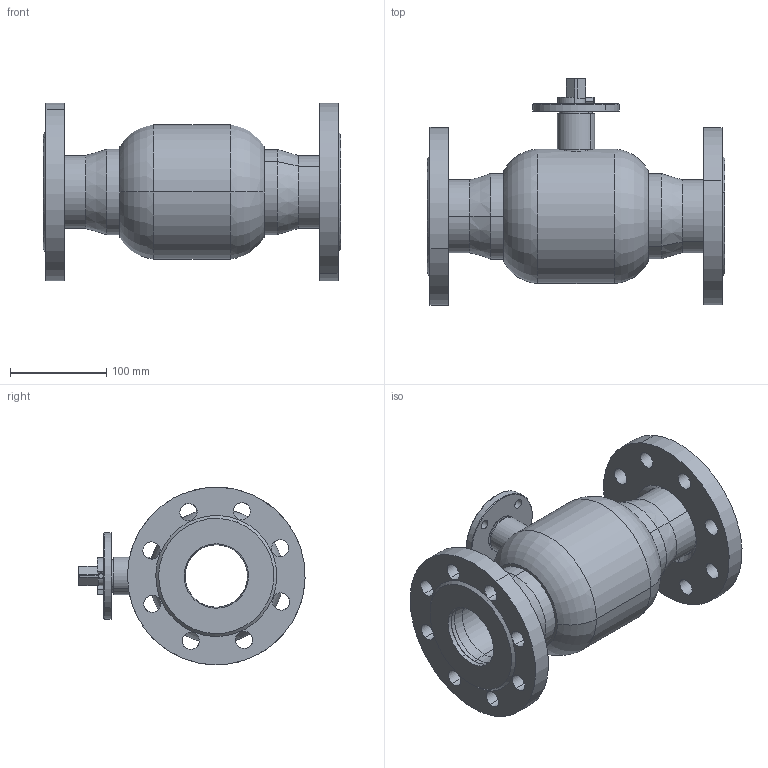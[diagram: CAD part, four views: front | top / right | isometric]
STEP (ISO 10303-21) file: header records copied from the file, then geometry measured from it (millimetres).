
FILE_DESCRIPTION (( 'STEP AP214' ), '1' );
FILE_NAME ('通径DN65法兰球阀-蜗轮盘PN25.STEP', '2026-01-28T03:16:05', ( '' ), ( '' ), 'SwSTEP 2.0', 'SolidWorks 2022', '' );
FILE_SCHEMA (( 'AUTOMOTIVE_DESIGN' ));
Length unit declared in the file: millimetre
Products named in the file (8): 65籵噤傻諉(1) - 帤蜊埻; 通径DN65法兰球阀-蜗轮盘PN25; 80-100攫; Q61F-80-3概裝; 65F楊擘 2.5-; Q61F-80-5粣杶; Q61F-80-16詩种; Q61F-80-1概极樓馱
Assembly tree (9 placements, depth 2):
  通径DN65法兰球阀-蜗轮盘PN25
    Q61F-80-1概极樓馱
    Q61F-80-5粣杶
    80-100攫
    65籵噤傻諉(1) - 帤蜊埻  x2
    65F楊擘 2.5-  x2
    Q61F-80-3概裝
    Q61F-80-16詩种
Bounding box: 310 x 235.47 x 184.94 mm (x, y, z)
Volume: 1647714.9 mm3; surface area: 419212.3 mm2
Topology: 9 solids, 9 shells, 227 faces, 530 edges, 332 vertices
Faces by surface type: cylinder 124, plane 55, cone 34, torus 14
Entity records: 6162 total; most frequent: CARTESIAN_POINT 1322, DIRECTION 978, ORIENTED_EDGE 808, AXIS2_PLACEMENT_3D 408, EDGE_CURVE 404, VERTEX_POINT 254, CIRCLE 224, EDGE_LOOP 220
